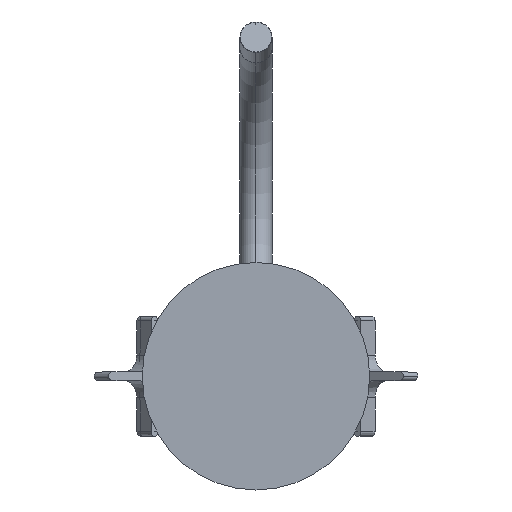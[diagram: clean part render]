
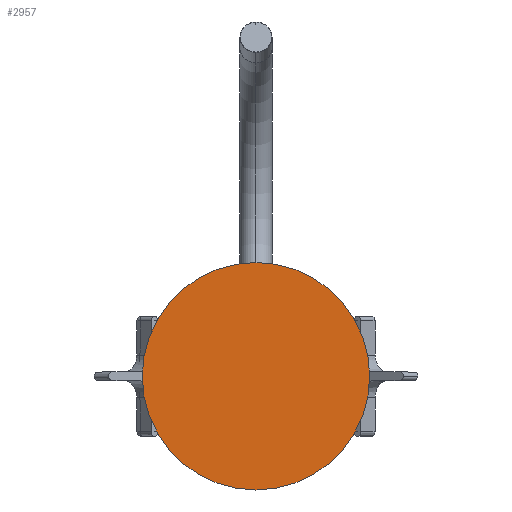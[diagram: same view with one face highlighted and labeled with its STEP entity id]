
A CAD part, front view. The second image highlights one B-rep face of the part: STEP entity #2957.
In plain terms, the highlighted planar face has unit normal (0, -1, 0).
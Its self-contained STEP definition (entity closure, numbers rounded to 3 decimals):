
#172 = VERTEX_POINT ( 'NONE', #793 ) ;
#209 = AXIS2_PLACEMENT_3D ( 'NONE', #514, #346, #2391 ) ;
#346 = DIRECTION ( 'NONE',  ( 0., 1., 0. ) ) ;
#496 = DIRECTION ( 'NONE',  ( 0., 1., 0. ) ) ;
#514 = CARTESIAN_POINT ( 'NONE',  ( 0., 0., 0. ) ) ;
#548 = VERTEX_POINT ( 'NONE', #2183 ) ;
#625 = CARTESIAN_POINT ( 'NONE',  ( 0., 0., 0. ) ) ;
#653 = ORIENTED_EDGE ( 'NONE', *, *, #2603, .F. ) ;
#667 = CARTESIAN_POINT ( 'NONE',  ( 0., 0., 0. ) ) ;
#715 = AXIS2_PLACEMENT_3D ( 'NONE', #625, #2256, #1292 ) ;
#793 = CARTESIAN_POINT ( 'NONE',  ( -67.5, 0., 0. ) ) ;
#1235 = CIRCLE ( 'NONE', #209, 67.5 ) ;
#1292 = DIRECTION ( 'NONE',  ( -1., 0., 0. ) ) ;
#1448 = CIRCLE ( 'NONE', #715, 67.5 ) ;
#1714 = EDGE_CURVE ( 'NONE', #548, #172, #1448, .T. ) ;
#2066 = PLANE ( 'NONE',  #2914 ) ;
#2142 = EDGE_LOOP ( 'NONE', ( #653, #2300 ) ) ;
#2183 = CARTESIAN_POINT ( 'NONE',  ( 67.5, 0., 0. ) ) ;
#2256 = DIRECTION ( 'NONE',  ( 0., 1., 0. ) ) ;
#2298 = DIRECTION ( 'NONE',  ( -1., 0., 0. ) ) ;
#2300 = ORIENTED_EDGE ( 'NONE', *, *, #1714, .F. ) ;
#2391 = DIRECTION ( 'NONE',  ( -1., 0., 0. ) ) ;
#2559 = FACE_OUTER_BOUND ( 'NONE', #2142, .T. ) ;
#2603 = EDGE_CURVE ( 'NONE', #172, #548, #1235, .T. ) ;
#2914 = AXIS2_PLACEMENT_3D ( 'NONE', #667, #496, #2298 ) ;
#2957 = ADVANCED_FACE ( 'NONE', ( #2559 ), #2066, .F. ) ;
